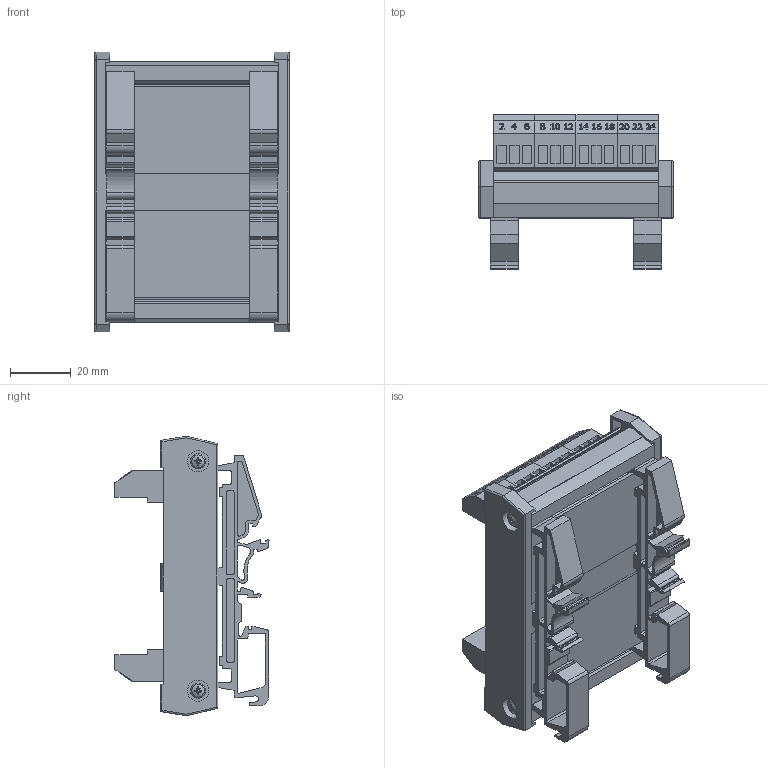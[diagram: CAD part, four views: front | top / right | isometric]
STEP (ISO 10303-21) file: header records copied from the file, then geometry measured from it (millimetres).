
FILE_DESCRIPTION((''),'2;1');
FILE_NAME('5703_3.stp','2013-07-03T11:32:55',('roland'),(''),'Autodesk Inventor 2013','Autodesk Inventor 2013','');
FILE_SCHEMA(('CONFIG_CONTROL_DESIGN'));
Length unit declared in the file: millimetre
Products named in the file (10): 3A Diodel 12; 12 plate; 3 hole green; 12diodes; BASE SIDE; BASE LEGS; BS EN ISO 7045 Z - Metric M2.5 x 10 - 4.8 - Z; 12 lable1; 12 lable2; diode long 3A
Assembly tree (32 placements, depth 2):
  3A Diodel 12
    12 plate
    3 hole green  x8
    12diodes
    BASE SIDE  x2
    BASE LEGS  x2
    BS EN ISO 7045 Z - Metric M2.5 x 10 - 4.8 - Z  x4
    12 lable1
    12 lable2
    diode long 3A  x12
Bounding box: 64 x 50.69 x 91.98 mm (x, y, z)
Volume: 50708.5 mm3; surface area: 68282.9 mm2
Topology: 32 solids, 32 shells, 2069 faces, 5435 edges, 3510 vertices
Faces by surface type: plane 1182, cylinder 429, bspline 346, cone 64, sphere 28, torus 20
Full cylindrical faces by diameter (mm): 0.68 x48, 0.686 x12, 1 x72, 1.3 x24, 2.256 x4, 2.5 x4, 3.2 x4, 3.75 x24, 4.49 x12, 4.5 x12, 7 x4, 9 x4
Entity records: 43150 total; most frequent: CARTESIAN_POINT 11712, ORIENTED_EDGE 6852, DIRECTION 5256, EDGE_CURVE 3426, VERTEX_POINT 2354, VECTOR 2220, LINE 2220, EDGE_LOOP 1678
